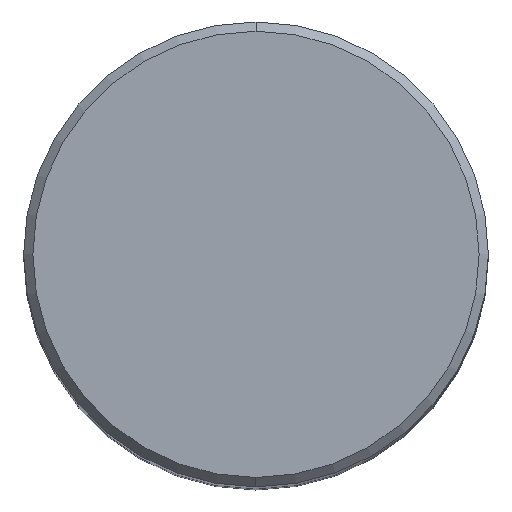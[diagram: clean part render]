
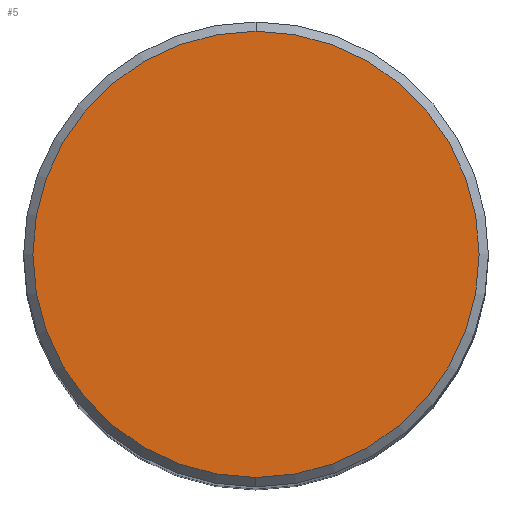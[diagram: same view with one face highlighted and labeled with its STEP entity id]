
A CAD part, top view. The second image highlights one B-rep face of the part: STEP entity #5.
In plain terms, the highlighted planar face has unit normal (0, 0, 1).
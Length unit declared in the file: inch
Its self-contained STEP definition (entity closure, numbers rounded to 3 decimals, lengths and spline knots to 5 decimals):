
#5 = ADVANCED_FACE ( 'NONE', ( #321 ), #261, .F. ) ;
#11 = AXIS2_PLACEMENT_3D ( 'NONE', #245, #246, #183 ) ;
#28 = DIRECTION ( 'NONE',  ( 0., 1., 0. ) ) ;
#31 = VERTEX_POINT ( 'NONE', #138 ) ;
#38 = DIRECTION ( 'NONE',  ( 0., 0., 1. ) ) ;
#39 = CIRCLE ( 'NONE', #83, 0.48 ) ;
#65 = ORIENTED_EDGE ( 'NONE', *, *, #117, .T. ) ;
#83 = AXIS2_PLACEMENT_3D ( 'NONE', #293, #38, #167 ) ;
#117 = EDGE_CURVE ( 'NONE', #31, #197, #192, .T. ) ;
#138 = CARTESIAN_POINT ( 'NONE',  ( 0., -0.48, 0. ) ) ;
#167 = DIRECTION ( 'NONE',  ( 0., -1., 0. ) ) ;
#183 = DIRECTION ( 'NONE',  ( 0., -1., 0. ) ) ;
#192 = CIRCLE ( 'NONE', #11, 0.48 ) ;
#197 = VERTEX_POINT ( 'NONE', #375 ) ;
#245 = CARTESIAN_POINT ( 'NONE',  ( 0., 0., 0. ) ) ;
#246 = DIRECTION ( 'NONE',  ( 0., 0., 1. ) ) ;
#261 = PLANE ( 'NONE',  #399 ) ;
#269 = EDGE_LOOP ( 'NONE', ( #369, #65 ) ) ;
#292 = DIRECTION ( 'NONE',  ( 0., 0., -1. ) ) ;
#293 = CARTESIAN_POINT ( 'NONE',  ( 0., 0., 0. ) ) ;
#316 = CARTESIAN_POINT ( 'NONE',  ( 0., 0.48, 0. ) ) ;
#321 = FACE_OUTER_BOUND ( 'NONE', #269, .T. ) ;
#340 = EDGE_CURVE ( 'NONE', #197, #31, #39, .T. ) ;
#369 = ORIENTED_EDGE ( 'NONE', *, *, #340, .T. ) ;
#375 = CARTESIAN_POINT ( 'NONE',  ( 0., 0.48, 0. ) ) ;
#399 = AXIS2_PLACEMENT_3D ( 'NONE', #316, #292, #28 ) ;
